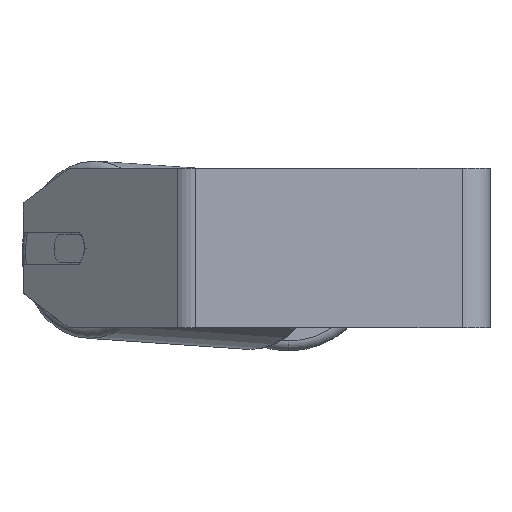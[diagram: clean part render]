
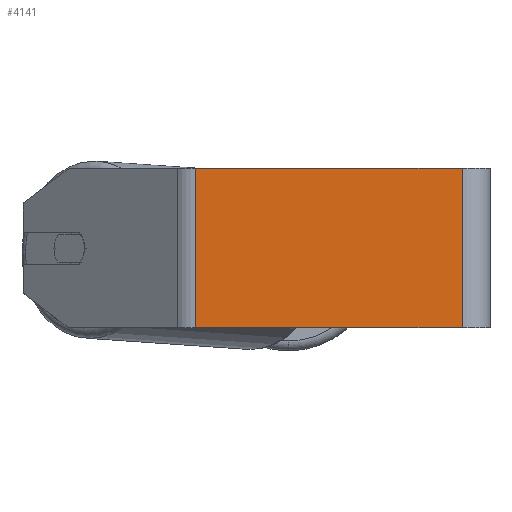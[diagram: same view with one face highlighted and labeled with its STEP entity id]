
A CAD part, left-side view. The second image highlights one B-rep face of the part: STEP entity #4141.
In plain terms, the highlighted planar face has unit normal (-1, 0, 0).
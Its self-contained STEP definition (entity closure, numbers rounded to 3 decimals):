
#35 = ORIENTED_EDGE ( 'NONE', *, *, #3560, .T. ) ;
#552 = VERTEX_POINT ( 'NONE', #6038 ) ;
#806 = DIRECTION ( 'NONE',  ( 0., 0., -1. ) ) ;
#1685 = DIRECTION ( 'NONE',  ( 0., 0., -1. ) ) ;
#1765 = PLANE ( 'NONE',  #8079 ) ;
#1770 = CARTESIAN_POINT ( 'NONE',  ( -270., 14., 40. ) ) ;
#1878 = EDGE_LOOP ( 'NONE', ( #35, #6256, #2880, #7480 ) ) ;
#2005 = EDGE_CURVE ( 'NONE', #4799, #552, #7553, .T. ) ;
#2429 = CARTESIAN_POINT ( 'NONE',  ( -270., 152.624, 40. ) ) ;
#2631 = CARTESIAN_POINT ( 'NONE',  ( -270., 147.529, 40. ) ) ;
#2765 = CARTESIAN_POINT ( 'NONE',  ( -270., 147.529, 40. ) ) ;
#2880 = ORIENTED_EDGE ( 'NONE', *, *, #5163, .F. ) ;
#3246 = DIRECTION ( 'NONE',  ( 1., 0., 0. ) ) ;
#3560 = EDGE_CURVE ( 'NONE', #6155, #552, #3631, .T. ) ;
#3631 = LINE ( 'NONE', #4830, #4143 ) ;
#3896 = DIRECTION ( 'NONE',  ( 0., 0., -1. ) ) ;
#4041 = VECTOR ( 'NONE', #806, 1000. ) ;
#4141 = ADVANCED_FACE ( 'NONE', ( #6976 ), #1765, .F. ) ;
#4143 = VECTOR ( 'NONE', #5425, 1000. ) ;
#4799 = VERTEX_POINT ( 'NONE', #6147 ) ;
#4822 = LINE ( 'NONE', #2765, #4041 ) ;
#4830 = CARTESIAN_POINT ( 'NONE',  ( -270., 152.624, -40. ) ) ;
#4837 = VECTOR ( 'NONE', #6211, 1000. ) ;
#5163 = EDGE_CURVE ( 'NONE', #6240, #4799, #7576, .T. ) ;
#5266 = EDGE_CURVE ( 'NONE', #6240, #6155, #4822, .T. ) ;
#5425 = DIRECTION ( 'NONE',  ( 0., -1., 0. ) ) ;
#6038 = CARTESIAN_POINT ( 'NONE',  ( -270., 14., -40. ) ) ;
#6147 = CARTESIAN_POINT ( 'NONE',  ( -270., 14., 40. ) ) ;
#6155 = VERTEX_POINT ( 'NONE', #7458 ) ;
#6211 = DIRECTION ( 'NONE',  ( 0., -1., 0. ) ) ;
#6240 = VERTEX_POINT ( 'NONE', #2631 ) ;
#6256 = ORIENTED_EDGE ( 'NONE', *, *, #2005, .F. ) ;
#6976 = FACE_OUTER_BOUND ( 'NONE', #1878, .T. ) ;
#7169 = VECTOR ( 'NONE', #1685, 1000. ) ;
#7458 = CARTESIAN_POINT ( 'NONE',  ( -270., 147.529, -40. ) ) ;
#7480 = ORIENTED_EDGE ( 'NONE', *, *, #5266, .T. ) ;
#7553 = LINE ( 'NONE', #1770, #7169 ) ;
#7576 = LINE ( 'NONE', #2429, #4837 ) ;
#7667 = CARTESIAN_POINT ( 'NONE',  ( -270., 152.624, 40. ) ) ;
#8079 = AXIS2_PLACEMENT_3D ( 'NONE', #7667, #3246, #3896 ) ;
